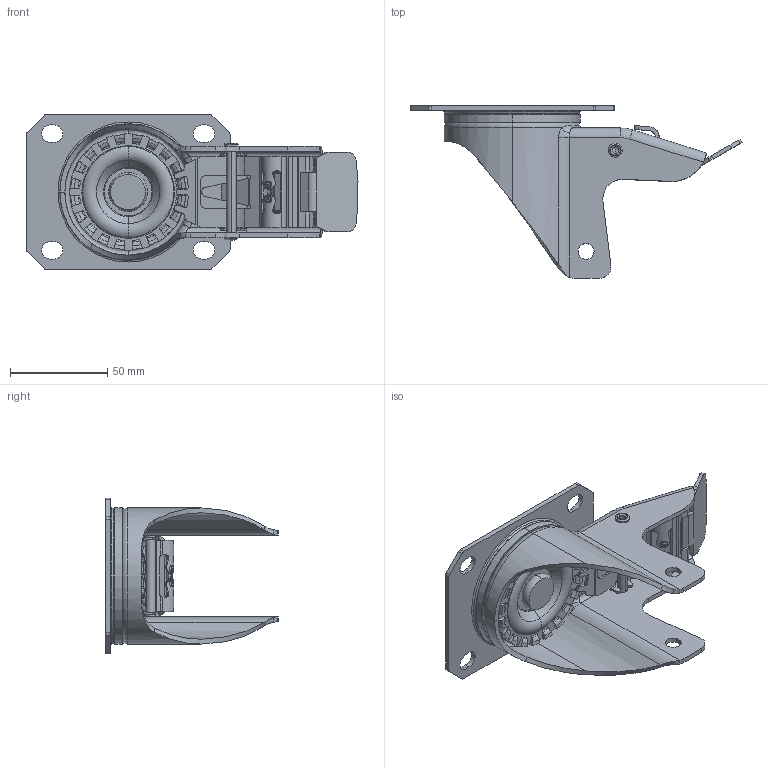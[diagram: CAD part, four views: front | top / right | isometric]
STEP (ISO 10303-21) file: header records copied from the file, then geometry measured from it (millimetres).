
FILE_DESCRIPTION (( 'STEP AP214' ), '1' );
FILE_NAME ('0055261.step', '2023-03-07T09:07:15', ( '' ), ( '' ), 'SwSTEP 2.0', 'SolidWorks 2020', '' );
FILE_SCHEMA (( 'AUTOMOTIVE_DESIGN' ));
Length unit declared in the file: millimetre
Products named in the file (1): 0055261
Bounding box: 170.63 x 88.8 x 80 mm (x, y, z)
Surface area: 59349.1 mm2 (no closed solid volume)
Topology: 0 solids, 13 shells, 450 faces, 1474 edges, 1012 vertices
Faces by surface type: cylinder 141, plane 135, torus 87, bspline 45, cone 40, sphere 2
Entity records: 26974 total; most frequent: CARTESIAN_POINT 10004, ORIENTED_EDGE 2423, DIRECTION 2322, EDGE_CURVE 1474, VERTEX_POINT 1012, AXIS2_PLACEMENT_3D 887, LINE 548, VECTOR 548
